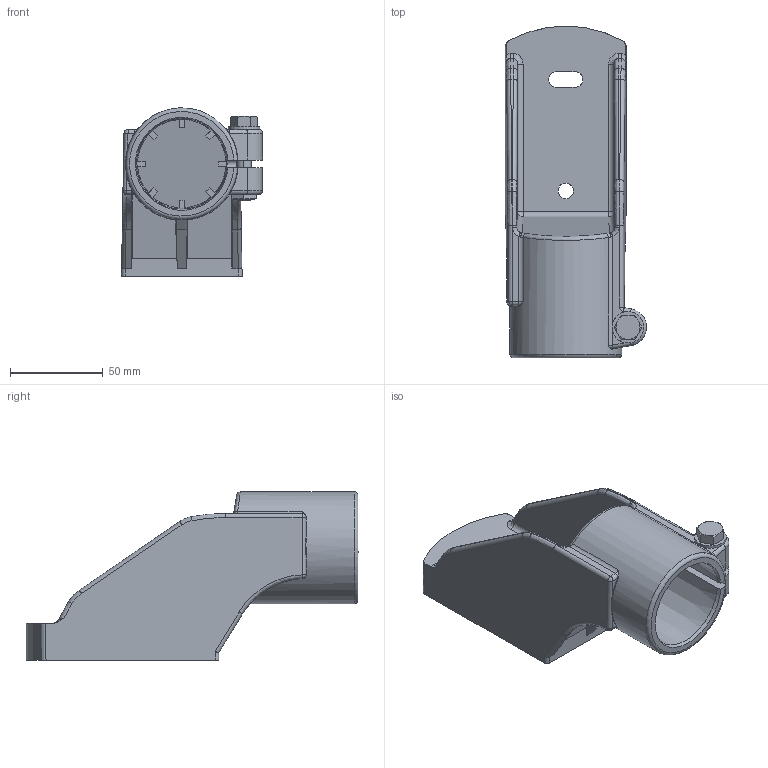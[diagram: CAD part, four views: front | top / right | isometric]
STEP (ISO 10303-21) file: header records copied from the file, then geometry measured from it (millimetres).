
FILE_DESCRIPTION((''),'2;1');
FILE_NAME('10402843','2016-09-21T',('RCRU51'),('Rex Nord Marbet spa'),'PRO/ENGINEER BY PARAMETRIC TECHNOLOGY CORPORATION, 2013230','PRO/ENGINEER BY PARAMETRIC TECHNOLOGY CORPORATION, 2013230','');
FILE_SCHEMA(('CONFIG_CONTROL_DESIGN'));
Length unit declared in the file: millimetre
Products named in the file (1): 10402843
Bounding box: 76 x 178.82 x 90.64 mm (x, y, z)
Volume: 259030 mm3; surface area: 74386.1 mm2
Topology: 1 solids, 1 shells, 296 faces, 733 edges, 447 vertices
Faces by surface type: cylinder 98, plane 94, bspline 59, cone 26, torus 11, sphere 8
Entity records: 12244 total; most frequent: CARTESIAN_POINT 5702, ORIENTED_EDGE 1464, DIRECTION 1207, EDGE_CURVE 732, AXIS2_PLACEMENT_3D 448, VERTEX_POINT 447, VECTOR 311, LINE 311
